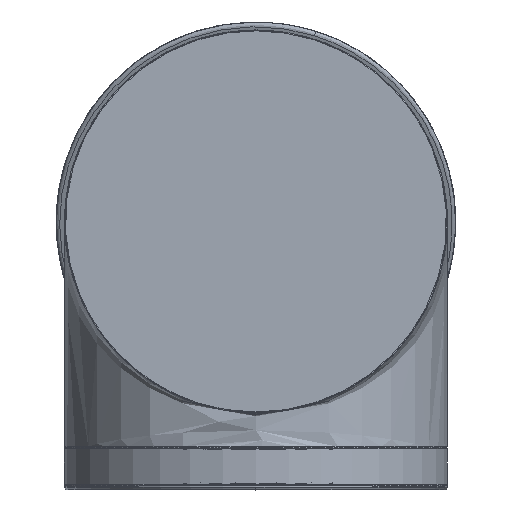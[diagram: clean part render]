
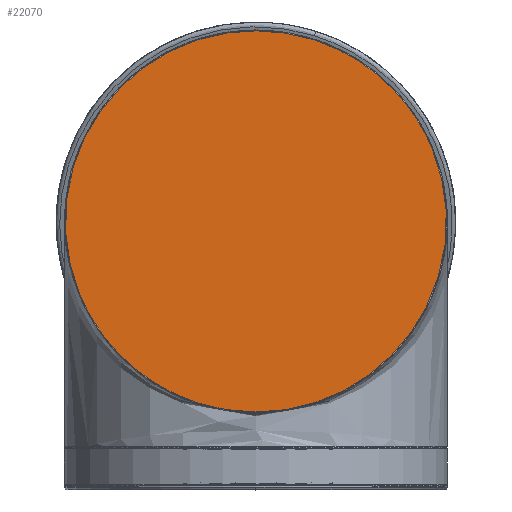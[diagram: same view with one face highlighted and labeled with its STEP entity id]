
A CAD part, top view. The second image highlights one B-rep face of the part: STEP entity #22070.
In plain terms, the highlighted planar face has unit normal (0, 0, 1).
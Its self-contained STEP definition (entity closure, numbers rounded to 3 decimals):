
#3240 = CARTESIAN_POINT ( 'NONE',  ( -41.383, 1121.789, 231.05 ) ) ;
#3424 = CARTESIAN_POINT ( 'NONE',  ( -7.062, 1039.023, 231.05 ) ) ;
#3907 = PLANE ( 'NONE',  #9516 ) ;
#5468 = CARTESIAN_POINT ( 'NONE',  ( -41.383, 1121.789, 231.05 ) ) ;
#5726 = CARTESIAN_POINT ( 'NONE',  ( 75.704, 1073.345, 231.05 ) ) ;
#6694 = EDGE_CURVE ( 'NONE', #15081, #16883, #10896, .T. ) ;
#6809 = ORIENTED_EDGE ( 'NONE', *, *, #6694, .F. ) ;
#8804 = CARTESIAN_POINT ( 'NONE',  ( 7.062, 1238.877, 231.05 ) ) ;
#9480 = CARTESIAN_POINT ( 'NONE',  ( 41.383, 1156.111, 231.05 ) ) ;
#9516 = AXIS2_PLACEMENT_3D ( 'NONE', #13858, #11661, #23262 ) ;
#10896 =( BOUNDED_CURVE ( )  B_SPLINE_CURVE ( 3, ( #3240, #16799, #8804, #13188 ),
 .UNSPECIFIED., .F., .T. ) 
 B_SPLINE_CURVE_WITH_KNOTS ( ( 4, 4 ),
 ( 0., 1. ),
 .UNSPECIFIED. ) 
 CURVE ( )  GEOMETRIC_REPRESENTATION_ITEM ( )  RATIONAL_B_SPLINE_CURVE ( ( 1., 0.333, 0.333, 1. ) ) 
 REPRESENTATION_ITEM ( '' )  );
#11661 = DIRECTION ( 'NONE',  ( 0., 0., -1. ) ) ;
#12505 = EDGE_CURVE ( 'NONE', #16883, #15081, #22568, .T. ) ;
#13188 = CARTESIAN_POINT ( 'NONE',  ( 41.383, 1156.111, 231.05 ) ) ;
#13858 = CARTESIAN_POINT ( 'NONE',  ( -16.509, 1178.763, 231.05 ) ) ;
#15081 = VERTEX_POINT ( 'NONE', #22193 ) ;
#15405 = FACE_OUTER_BOUND ( 'NONE', #19740, .T. ) ;
#16799 = CARTESIAN_POINT ( 'NONE',  ( -75.704, 1204.555, 231.05 ) ) ;
#16883 = VERTEX_POINT ( 'NONE', #9480 ) ;
#19740 = EDGE_LOOP ( 'NONE', ( #6809, #24152 ) ) ;
#22070 = ADVANCED_FACE ( 'NONE', ( #15405 ), #3907, .F. ) ;
#22193 = CARTESIAN_POINT ( 'NONE',  ( -41.383, 1121.789, 231.05 ) ) ;
#22568 =( BOUNDED_CURVE ( )  B_SPLINE_CURVE ( 3, ( #23420, #5726, #3424, #5468 ),
 .UNSPECIFIED., .F., .F. ) 
 B_SPLINE_CURVE_WITH_KNOTS ( ( 4, 4 ),
 ( 0., 1. ),
 .UNSPECIFIED. ) 
 CURVE ( )  GEOMETRIC_REPRESENTATION_ITEM ( )  RATIONAL_B_SPLINE_CURVE ( ( 1., 0.333, 0.333, 1. ) ) 
 REPRESENTATION_ITEM ( '' )  );
#23262 = DIRECTION ( 'NONE',  ( 0., 1., 0. ) ) ;
#23420 = CARTESIAN_POINT ( 'NONE',  ( 41.383, 1156.111, 231.05 ) ) ;
#24152 = ORIENTED_EDGE ( 'NONE', *, *, #12505, .F. ) ;
